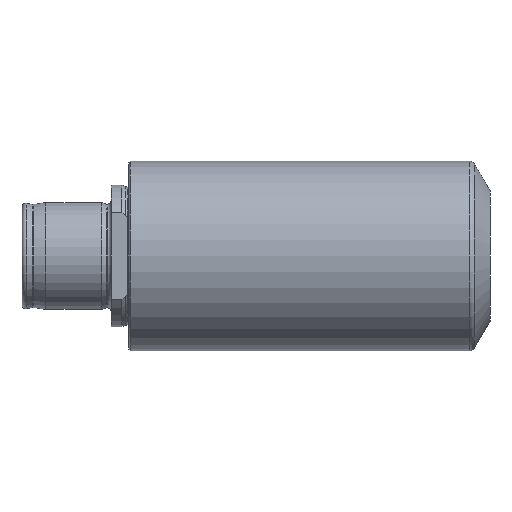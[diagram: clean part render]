
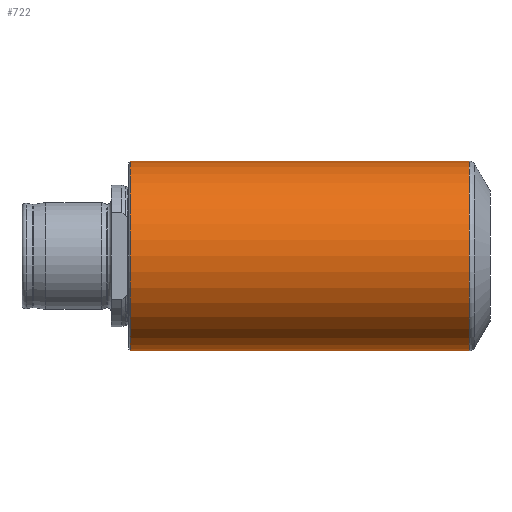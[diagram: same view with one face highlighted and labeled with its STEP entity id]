
A CAD part, front view. The second image highlights one B-rep face of the part: STEP entity #722.
In plain terms, the highlighted cylindrical face has radius 16 mm (diameter 32 mm), a partial arc.
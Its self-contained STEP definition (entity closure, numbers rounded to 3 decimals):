
#37 = CARTESIAN_POINT ( 'NONE',  ( -7.756, 0., -16. ) ) ;
#201 = VERTEX_POINT ( 'NONE', #1860 ) ;
#241 = ORIENTED_EDGE ( 'NONE', *, *, #1504, .T. ) ;
#244 = VERTEX_POINT ( 'NONE', #1591 ) ;
#312 = CIRCLE ( 'NONE', #920, 16. ) ;
#338 = FACE_OUTER_BOUND ( 'NONE', #527, .T. ) ;
#474 = CIRCLE ( 'NONE', #1873, 16. ) ;
#483 = DIRECTION ( 'NONE',  ( 0., 0., 1. ) ) ;
#492 = DIRECTION ( 'NONE',  ( -1., 0., 0. ) ) ;
#527 = EDGE_LOOP ( 'NONE', ( #755, #241, #788, #1226 ) ) ;
#595 = DIRECTION ( 'NONE',  ( -1., 0., 0. ) ) ;
#633 = LINE ( 'NONE', #37, #1204 ) ;
#635 = CARTESIAN_POINT ( 'NONE',  ( 75.536, 0., 0. ) ) ;
#644 = EDGE_CURVE ( 'NONE', #1068, #1203, #1869, .T. ) ;
#657 = CARTESIAN_POINT ( 'NONE',  ( -7.756, 0., 0. ) ) ;
#722 = ADVANCED_FACE ( 'NONE', ( #338 ), #1721, .T. ) ;
#755 = ORIENTED_EDGE ( 'NONE', *, *, #1880, .F. ) ;
#788 = ORIENTED_EDGE ( 'NONE', *, *, #644, .T. ) ;
#821 = DIRECTION ( 'NONE',  ( -1., 0., 0. ) ) ;
#840 = VECTOR ( 'NONE', #492, 1000. ) ;
#920 = AXIS2_PLACEMENT_3D ( 'NONE', #635, #1387, #1253 ) ;
#996 = AXIS2_PLACEMENT_3D ( 'NONE', #657, #821, #483 ) ;
#1068 = VERTEX_POINT ( 'NONE', #1804 ) ;
#1084 = CARTESIAN_POINT ( 'NONE',  ( -7.756, 0., 16. ) ) ;
#1203 = VERTEX_POINT ( 'NONE', #1711 ) ;
#1204 = VECTOR ( 'NONE', #1825, 1000. ) ;
#1226 = ORIENTED_EDGE ( 'NONE', *, *, #1715, .F. ) ;
#1253 = DIRECTION ( 'NONE',  ( 0., 0., 1. ) ) ;
#1351 = DIRECTION ( 'NONE',  ( 0., 0., 1. ) ) ;
#1387 = DIRECTION ( 'NONE',  ( -1., 0., 0. ) ) ;
#1504 = EDGE_CURVE ( 'NONE', #244, #1068, #312, .T. ) ;
#1591 = CARTESIAN_POINT ( 'NONE',  ( 75.536, 0., -16. ) ) ;
#1650 = CARTESIAN_POINT ( 'NONE',  ( 18.3, 0., 0. ) ) ;
#1711 = CARTESIAN_POINT ( 'NONE',  ( 18.3, 0., 16. ) ) ;
#1715 = EDGE_CURVE ( 'NONE', #201, #1203, #474, .T. ) ;
#1721 = CYLINDRICAL_SURFACE ( 'NONE', #996, 16. ) ;
#1804 = CARTESIAN_POINT ( 'NONE',  ( 75.536, 0., 16. ) ) ;
#1825 = DIRECTION ( 'NONE',  ( -1., 0., 0. ) ) ;
#1860 = CARTESIAN_POINT ( 'NONE',  ( 18.3, 0., -16. ) ) ;
#1869 = LINE ( 'NONE', #1084, #840 ) ;
#1873 = AXIS2_PLACEMENT_3D ( 'NONE', #1650, #595, #1351 ) ;
#1880 = EDGE_CURVE ( 'NONE', #244, #201, #633, .T. ) ;
